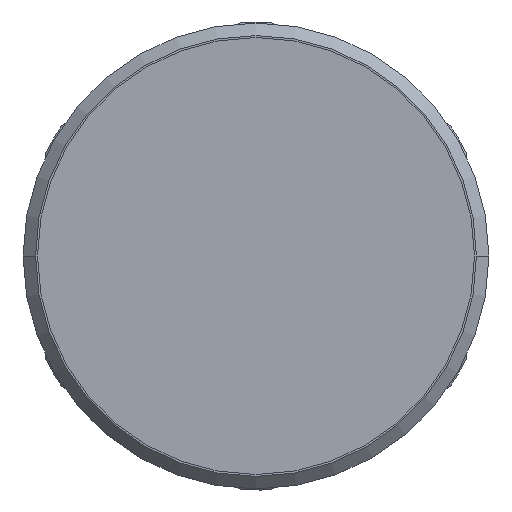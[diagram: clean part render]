
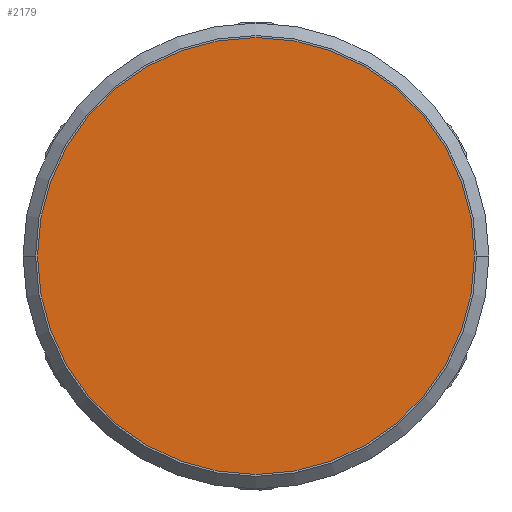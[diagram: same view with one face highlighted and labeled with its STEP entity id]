
A CAD part, front view. The second image highlights one B-rep face of the part: STEP entity #2179.
In plain terms, the highlighted planar face has unit normal (0, -1, 0).
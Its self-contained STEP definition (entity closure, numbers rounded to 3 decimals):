
#978=CARTESIAN_POINT('',(0.,-2.5,0.));
#979=DIRECTION('',(0.,1.,0.));
#980=DIRECTION('',(1.,0.,0.));
#981=AXIS2_PLACEMENT_3D('',#978,#979,#980);
#993=CARTESIAN_POINT('',(0.,-2.5,0.));
#994=DIRECTION('',(0.,-1.,0.));
#995=DIRECTION('',(1.,0.,0.));
#996=AXIS2_PLACEMENT_3D('',#993,#994,#995);
#1341=CARTESIAN_POINT('',(14.,-2.5,0.));
#1342=CARTESIAN_POINT('',(-14.,-2.5,0.));
#1343=VERTEX_POINT('',#1341);
#1344=VERTEX_POINT('',#1342);
#2170=CARTESIAN_POINT('',(0.,-2.5,0.));
#2171=DIRECTION('',(0.,1.,0.));
#2172=DIRECTION('',(1.,0.,0.));
#2173=AXIS2_PLACEMENT_3D('',#2170,#2171,#2172);
#2174=PLANE('',#2173);
#2175=ORIENTED_EDGE('',*,*,#2163,.F.);
#2176=ORIENTED_EDGE('',*,*,#2152,.T.);
#2177=EDGE_LOOP('',(#2175,#2176));
#2178=FACE_OUTER_BOUND('',#2177,.F.);
#982=CIRCLE('',#981,14.);
#997=CIRCLE('',#996,14.);
#2152=EDGE_CURVE('',#1343,#1344,#982,.T.);
#2163=EDGE_CURVE('',#1343,#1344,#997,.T.);
#2179=ADVANCED_FACE('',(#2178),#2174,.F.);
